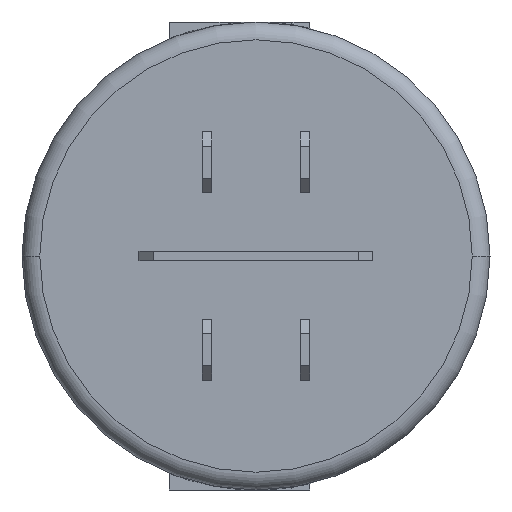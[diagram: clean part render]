
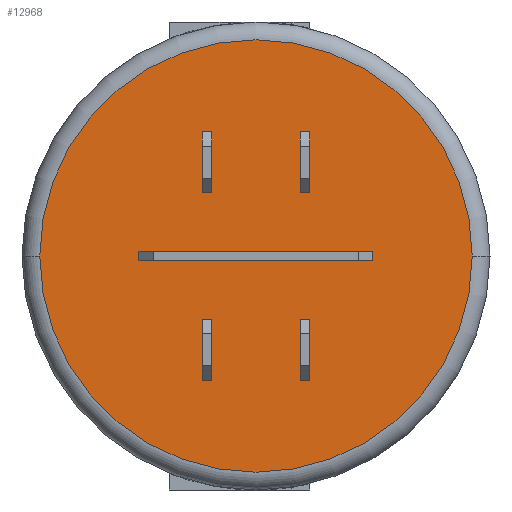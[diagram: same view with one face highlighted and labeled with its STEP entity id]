
A CAD part, front view. The second image highlights one B-rep face of the part: STEP entity #12968.
In plain terms, the highlighted planar face has unit normal (0, -1, 0).
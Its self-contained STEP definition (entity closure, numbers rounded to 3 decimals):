
#2=DIRECTION('',(1.,0.,0.));
#3=VECTOR('',#2,25.);
#4=CARTESIAN_POINT('',(-12.5,-55.5,-0.5));
#5=LINE('',#4,#3);
#6=DIRECTION('',(0.,0.,1.));
#7=VECTOR('',#6,1.);
#8=CARTESIAN_POINT('',(12.5,-55.5,-0.5));
#9=LINE('',#8,#7);
#10=DIRECTION('',(-1.,0.,0.));
#11=VECTOR('',#10,25.);
#12=CARTESIAN_POINT('',(12.5,-55.5,0.5));
#13=LINE('',#12,#11);
#14=DIRECTION('',(0.,0.,-1.));
#15=VECTOR('',#14,1.);
#16=CARTESIAN_POINT('',(-12.5,-55.5,0.5));
#17=LINE('',#16,#15);
#18=DIRECTION('',(1.,0.,0.));
#19=VECTOR('',#18,1.);
#20=CARTESIAN_POINT('',(-5.75,-55.5,6.75));
#21=LINE('',#20,#19);
#22=DIRECTION('',(0.,0.,1.));
#23=VECTOR('',#22,6.5);
#24=CARTESIAN_POINT('',(-4.75,-55.5,6.75));
#25=LINE('',#24,#23);
#26=DIRECTION('',(-1.,0.,0.));
#27=VECTOR('',#26,1.);
#28=CARTESIAN_POINT('',(-4.75,-55.5,13.25));
#29=LINE('',#28,#27);
#30=DIRECTION('',(0.,0.,-1.));
#31=VECTOR('',#30,6.5);
#32=CARTESIAN_POINT('',(-5.75,-55.5,13.25));
#33=LINE('',#32,#31);
#34=DIRECTION('',(0.,0.,1.));
#35=VECTOR('',#34,6.5);
#36=CARTESIAN_POINT('',(-4.75,-55.5,-13.25));
#37=LINE('',#36,#35);
#38=DIRECTION('',(-1.,0.,0.));
#39=VECTOR('',#38,1.);
#40=CARTESIAN_POINT('',(-4.75,-55.5,-6.75));
#41=LINE('',#40,#39);
#42=DIRECTION('',(0.,0.,-1.));
#43=VECTOR('',#42,6.5);
#44=CARTESIAN_POINT('',(-5.75,-55.5,-6.75));
#45=LINE('',#44,#43);
#46=DIRECTION('',(1.,0.,0.));
#47=VECTOR('',#46,1.);
#48=CARTESIAN_POINT('',(-5.75,-55.5,-13.25));
#49=LINE('',#48,#47);
#50=DIRECTION('',(1.,0.,0.));
#51=VECTOR('',#50,1.);
#52=CARTESIAN_POINT('',(4.75,-55.5,-13.25));
#53=LINE('',#52,#51);
#54=DIRECTION('',(0.,0.,1.));
#55=VECTOR('',#54,6.5);
#56=CARTESIAN_POINT('',(5.75,-55.5,-13.25));
#57=LINE('',#56,#55);
#58=DIRECTION('',(-1.,0.,0.));
#59=VECTOR('',#58,1.);
#60=CARTESIAN_POINT('',(5.75,-55.5,-6.75));
#61=LINE('',#60,#59);
#62=DIRECTION('',(0.,0.,-1.));
#63=VECTOR('',#62,6.5);
#64=CARTESIAN_POINT('',(4.75,-55.5,-6.75));
#65=LINE('',#64,#63);
#66=DIRECTION('',(0.,0.,-1.));
#67=VECTOR('',#66,6.5);
#68=CARTESIAN_POINT('',(4.75,-55.5,13.25));
#69=LINE('',#68,#67);
#70=DIRECTION('',(1.,0.,0.));
#71=VECTOR('',#70,1.);
#72=CARTESIAN_POINT('',(4.75,-55.5,6.75));
#73=LINE('',#72,#71);
#74=DIRECTION('',(0.,0.,1.));
#75=VECTOR('',#74,6.5);
#76=CARTESIAN_POINT('',(5.75,-55.5,6.75));
#77=LINE('',#76,#75);
#78=DIRECTION('',(-1.,0.,0.));
#79=VECTOR('',#78,1.);
#80=CARTESIAN_POINT('',(5.75,-55.5,13.25));
#81=LINE('',#80,#79);
#82=CARTESIAN_POINT('',(0.,-55.5,0.));
#83=DIRECTION('',(0.,-1.,0.));
#84=DIRECTION('',(1.,0.,0.));
#85=AXIS2_PLACEMENT_3D('',#82,#83,#84);
#87=CARTESIAN_POINT('',(0.,-55.5,0.));
#88=DIRECTION('',(0.,-1.,0.));
#89=DIRECTION('',(-1.,0.,0.));
#90=AXIS2_PLACEMENT_3D('',#87,#88,#89);
#10294=CARTESIAN_POINT('',(-12.5,-55.5,-0.5));
#10295=CARTESIAN_POINT('',(12.5,-55.5,-0.5));
#10296=VERTEX_POINT('',#10294);
#10297=VERTEX_POINT('',#10295);
#10298=CARTESIAN_POINT('',(12.5,-55.5,0.5));
#10299=VERTEX_POINT('',#10298);
#10300=CARTESIAN_POINT('',(-12.5,-55.5,0.5));
#10301=VERTEX_POINT('',#10300);
#10302=CARTESIAN_POINT('',(-5.75,-55.5,6.75));
#10303=CARTESIAN_POINT('',(-4.75,-55.5,6.75));
#10304=VERTEX_POINT('',#10302);
#10305=VERTEX_POINT('',#10303);
#10306=CARTESIAN_POINT('',(-4.75,-55.5,13.25));
#10307=VERTEX_POINT('',#10306);
#10308=CARTESIAN_POINT('',(-5.75,-55.5,13.25));
#10309=VERTEX_POINT('',#10308);
#10310=CARTESIAN_POINT('',(-4.75,-55.5,-13.25));
#10311=CARTESIAN_POINT('',(-4.75,-55.5,-6.75));
#10312=VERTEX_POINT('',#10310);
#10313=VERTEX_POINT('',#10311);
#10314=CARTESIAN_POINT('',(-5.75,-55.5,-6.75));
#10315=VERTEX_POINT('',#10314);
#10316=CARTESIAN_POINT('',(-5.75,-55.5,-13.25));
#10317=VERTEX_POINT('',#10316);
#10318=CARTESIAN_POINT('',(4.75,-55.5,-13.25));
#10319=CARTESIAN_POINT('',(5.75,-55.5,-13.25));
#10320=VERTEX_POINT('',#10318);
#10321=VERTEX_POINT('',#10319);
#10322=CARTESIAN_POINT('',(5.75,-55.5,-6.75));
#10323=VERTEX_POINT('',#10322);
#10324=CARTESIAN_POINT('',(4.75,-55.5,-6.75));
#10325=VERTEX_POINT('',#10324);
#10326=CARTESIAN_POINT('',(4.75,-55.5,13.25));
#10327=CARTESIAN_POINT('',(4.75,-55.5,6.75));
#10328=VERTEX_POINT('',#10326);
#10329=VERTEX_POINT('',#10327);
#10330=CARTESIAN_POINT('',(5.75,-55.5,6.75));
#10331=VERTEX_POINT('',#10330);
#10332=CARTESIAN_POINT('',(5.75,-55.5,13.25));
#10333=VERTEX_POINT('',#10332);
#10342=CARTESIAN_POINT('',(23.1,-55.5,0.));
#10343=CARTESIAN_POINT('',(-23.1,-55.5,0.));
#10344=VERTEX_POINT('',#10342);
#10345=VERTEX_POINT('',#10343);
#12907=CARTESIAN_POINT('',(0.,-55.5,0.));
#12908=DIRECTION('',(0.,1.,0.));
#12909=DIRECTION('',(1.,0.,0.));
#12910=AXIS2_PLACEMENT_3D('',#12907,#12908,#12909);
#12911=PLANE('',#12910);
#12913=ORIENTED_EDGE('',*,*,#12912,.F.);
#12915=ORIENTED_EDGE('',*,*,#12914,.F.);
#12916=EDGE_LOOP('',(#12913,#12915));
#12917=FACE_OUTER_BOUND('',#12916,.F.);
#12919=ORIENTED_EDGE('',*,*,#12918,.T.);
#12921=ORIENTED_EDGE('',*,*,#12920,.T.);
#12923=ORIENTED_EDGE('',*,*,#12922,.T.);
#12925=ORIENTED_EDGE('',*,*,#12924,.T.);
#12926=EDGE_LOOP('',(#12919,#12921,#12923,#12925));
#12927=FACE_BOUND('',#12926,.F.);
#12929=ORIENTED_EDGE('',*,*,#12928,.T.);
#12931=ORIENTED_EDGE('',*,*,#12930,.T.);
#12933=ORIENTED_EDGE('',*,*,#12932,.T.);
#12935=ORIENTED_EDGE('',*,*,#12934,.T.);
#12936=EDGE_LOOP('',(#12929,#12931,#12933,#12935));
#12937=FACE_BOUND('',#12936,.F.);
#12939=ORIENTED_EDGE('',*,*,#12938,.T.);
#12941=ORIENTED_EDGE('',*,*,#12940,.T.);
#12943=ORIENTED_EDGE('',*,*,#12942,.T.);
#12945=ORIENTED_EDGE('',*,*,#12944,.T.);
#12946=EDGE_LOOP('',(#12939,#12941,#12943,#12945));
#12947=FACE_BOUND('',#12946,.F.);
#12949=ORIENTED_EDGE('',*,*,#12948,.T.);
#12951=ORIENTED_EDGE('',*,*,#12950,.T.);
#12953=ORIENTED_EDGE('',*,*,#12952,.T.);
#12955=ORIENTED_EDGE('',*,*,#12954,.T.);
#12956=EDGE_LOOP('',(#12949,#12951,#12953,#12955));
#12957=FACE_BOUND('',#12956,.F.);
#12959=ORIENTED_EDGE('',*,*,#12958,.T.);
#12961=ORIENTED_EDGE('',*,*,#12960,.T.);
#12963=ORIENTED_EDGE('',*,*,#12962,.T.);
#12965=ORIENTED_EDGE('',*,*,#12964,.T.);
#12966=EDGE_LOOP('',(#12959,#12961,#12963,#12965));
#12967=FACE_BOUND('',#12966,.F.);
#12968=ADVANCED_FACE('',(#12917,#12927,#12937,#12947,#12957,#12967),#12911,.F.);
#86=CIRCLE('',#85,23.1);
#91=CIRCLE('',#90,23.1);
#12912=EDGE_CURVE('',#10344,#10345,#86,.T.);
#12914=EDGE_CURVE('',#10345,#10344,#91,.T.);
#12918=EDGE_CURVE('',#10304,#10305,#21,.T.);
#12920=EDGE_CURVE('',#10305,#10307,#25,.T.);
#12922=EDGE_CURVE('',#10307,#10309,#29,.T.);
#12924=EDGE_CURVE('',#10309,#10304,#33,.T.);
#12928=EDGE_CURVE('',#10312,#10313,#37,.T.);
#12930=EDGE_CURVE('',#10313,#10315,#41,.T.);
#12932=EDGE_CURVE('',#10315,#10317,#45,.T.);
#12934=EDGE_CURVE('',#10317,#10312,#49,.T.);
#12938=EDGE_CURVE('',#10320,#10321,#53,.T.);
#12940=EDGE_CURVE('',#10321,#10323,#57,.T.);
#12942=EDGE_CURVE('',#10323,#10325,#61,.T.);
#12944=EDGE_CURVE('',#10325,#10320,#65,.T.);
#12948=EDGE_CURVE('',#10328,#10329,#69,.T.);
#12950=EDGE_CURVE('',#10329,#10331,#73,.T.);
#12952=EDGE_CURVE('',#10331,#10333,#77,.T.);
#12954=EDGE_CURVE('',#10333,#10328,#81,.T.);
#12958=EDGE_CURVE('',#10296,#10297,#5,.T.);
#12960=EDGE_CURVE('',#10297,#10299,#9,.T.);
#12962=EDGE_CURVE('',#10299,#10301,#13,.T.);
#12964=EDGE_CURVE('',#10301,#10296,#17,.T.);
